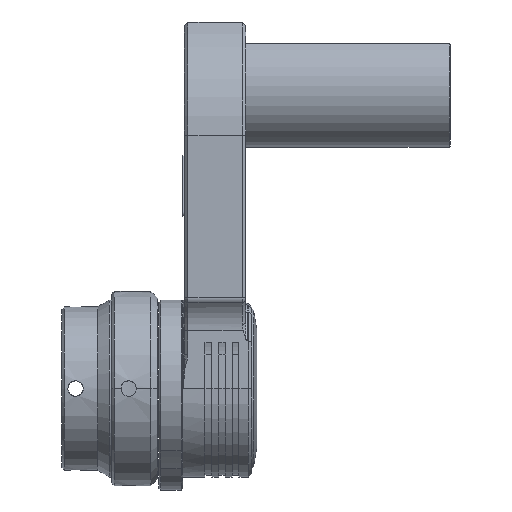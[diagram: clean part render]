
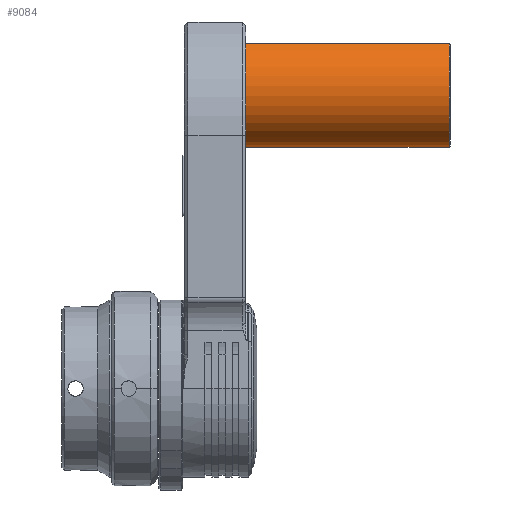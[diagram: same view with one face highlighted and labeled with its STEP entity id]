
A CAD part, left-side view. The second image highlights one B-rep face of the part: STEP entity #9084.
In plain terms, the highlighted cylindrical face has radius 16.835 mm (diameter 33.67 mm), a partial arc.
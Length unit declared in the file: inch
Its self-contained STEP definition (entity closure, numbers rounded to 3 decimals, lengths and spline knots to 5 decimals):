
#2398=CARTESIAN_POINT('',(0.,-2.70472,0.));
#2399=DIRECTION('',(0.,1.,0.));
#2400=DIRECTION('',(0.592,0.,0.806));
#2401=AXIS2_PLACEMENT_3D('',#2398,#2399,#2400);
#2425=DIRECTION('',(0.,-1.,0.));
#2426=VECTOR('',#2425,2.35039);
#2427=CARTESIAN_POINT('',(0.39243,-0.35433,
0.53413));
#2428=LINE('',#2427,#2426);
#2429=DIRECTION('',(0.,-1.,0.));
#2430=VECTOR('',#2429,2.35039);
#2431=CARTESIAN_POINT('',(-0.39243,-0.35433,
0.53413));
#2432=LINE('',#2431,#2430);
#2456=CARTESIAN_POINT('',(0.,-0.35433,0.));
#2457=DIRECTION('',(0.,-1.,0.));
#2458=DIRECTION('',(-0.592,0.,0.806));
#2459=AXIS2_PLACEMENT_3D('',#2456,#2457,#2458);
#5162=CARTESIAN_POINT('',(0.39243,-0.35433,
0.53413));
#5163=CARTESIAN_POINT('',(0.39243,-2.70472,
0.53413));
#5164=VERTEX_POINT('',#5162);
#5165=VERTEX_POINT('',#5163);
#5166=CARTESIAN_POINT('',(-0.39243,-0.35433,
0.53413));
#5167=CARTESIAN_POINT('',(-0.39243,-2.70472,
0.53413));
#5168=VERTEX_POINT('',#5166);
#5169=VERTEX_POINT('',#5167);
#9071=CARTESIAN_POINT('',(0.,-2.71654,0.));
#9072=DIRECTION('',(0.,-1.,0.));
#9073=DIRECTION('',(0.,0.,1.));
#9074=AXIS2_PLACEMENT_3D('',#9071,#9072,#9073);
#9075=CYLINDRICAL_SURFACE('',#9074,0.6628);
#9076=ORIENTED_EDGE('',*,*,#9009,.F.);
#9078=ORIENTED_EDGE('',*,*,#9077,.F.);
#9080=ORIENTED_EDGE('',*,*,#9079,.T.);
#9081=ORIENTED_EDGE('',*,*,#9053,.F.);
#9082=EDGE_LOOP('',(#9076,#9078,#9080,#9081));
#9083=FACE_OUTER_BOUND('',#9082,.F.);
#2402=CIRCLE('',#2401,0.6628);
#2460=CIRCLE('',#2459,0.6628);
#9009=EDGE_CURVE('',#5164,#5165,#2428,.T.);
#9053=EDGE_CURVE('',#5165,#5169,#2402,.T.);
#9077=EDGE_CURVE('',#5168,#5164,#2460,.T.);
#9079=EDGE_CURVE('',#5168,#5169,#2432,.T.);
#9084=ADVANCED_FACE('',(#9083),#9075,.T.);
